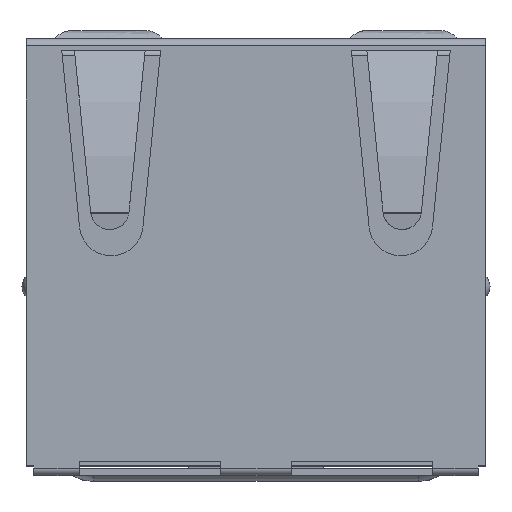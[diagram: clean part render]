
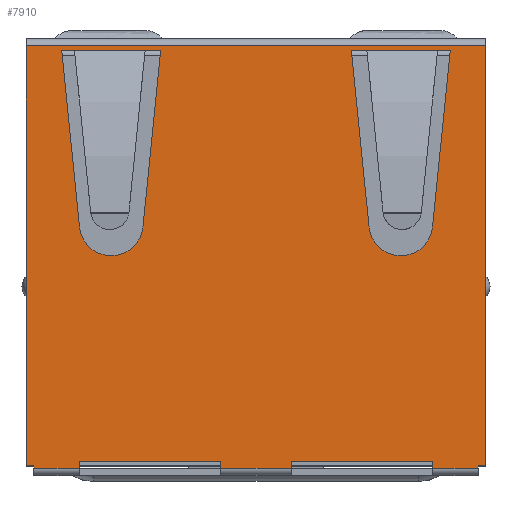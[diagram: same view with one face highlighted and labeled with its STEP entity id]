
A CAD part, top view. The second image highlights one B-rep face of the part: STEP entity #7910.
In plain terms, the highlighted planar face has unit normal (0, 0, 1).
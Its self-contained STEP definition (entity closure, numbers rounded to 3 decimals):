
#7493=CARTESIAN_POINT('',(6.983,8.432,13.542));
#7494=VERTEX_POINT('',#7493);
#7501=CARTESIAN_POINT('',(3.427,8.432,13.542));
#7502=VERTEX_POINT('',#7501);
#7503=CARTESIAN_POINT('',(3.427,8.432,13.542));
#7504=DIRECTION('',(1.0,0.,0.0));
#7505=VECTOR('',#7504,3.556);
#7506=LINE('',#7503,#7505);
#7507=EDGE_CURVE('',#7502,#7494,#7506,.T.);
#7532=CARTESIAN_POINT('',(4.062,2.1,13.542));
#7533=VERTEX_POINT('',#7532);
#7534=CARTESIAN_POINT('',(4.062,2.1,13.542));
#7535=DIRECTION('',(-0.1,0.995,0.0));
#7536=VECTOR('',#7535,6.364);
#7537=LINE('',#7534,#7536);
#7538=EDGE_CURVE('',#7533,#7502,#7537,.T.);
#7564=CARTESIAN_POINT('',(6.348,2.1,13.542));
#7565=VERTEX_POINT('',#7564);
#7566=CARTESIAN_POINT('',(5.205,2.214,13.542));
#7567=DIRECTION('',(0.0,0.0,-1.0));
#7568=DIRECTION('',(0.,-1.,0.0));
#7569=AXIS2_PLACEMENT_3D('',#7566,#7567,#7568);
#7570=CIRCLE('',#7569,1.149);
#7571=EDGE_CURVE('',#7565,#7533,#7570,.T.);
#7594=CARTESIAN_POINT('',(6.983,8.432,13.542));
#7595=DIRECTION('',(-0.1,-0.995,0.0));
#7596=VECTOR('',#7595,6.364);
#7597=LINE('',#7594,#7596);
#7598=EDGE_CURVE('',#7494,#7565,#7597,.T.);
#7619=CARTESIAN_POINT('',(-3.431,8.432,13.542));
#7620=VERTEX_POINT('',#7619);
#7627=CARTESIAN_POINT('',(-6.987,8.432,13.542));
#7628=VERTEX_POINT('',#7627);
#7629=CARTESIAN_POINT('',(-6.987,8.432,13.542));
#7630=DIRECTION('',(1.0,0.,0.0));
#7631=VECTOR('',#7630,3.556);
#7632=LINE('',#7629,#7631);
#7633=EDGE_CURVE('',#7628,#7620,#7632,.T.);
#7658=CARTESIAN_POINT('',(-6.352,2.1,13.542));
#7659=VERTEX_POINT('',#7658);
#7660=CARTESIAN_POINT('',(-6.352,2.1,13.542));
#7661=DIRECTION('',(-0.1,0.995,0.0));
#7662=VECTOR('',#7661,6.364);
#7663=LINE('',#7660,#7662);
#7664=EDGE_CURVE('',#7659,#7628,#7663,.T.);
#7690=CARTESIAN_POINT('',(-4.066,2.1,13.542));
#7691=VERTEX_POINT('',#7690);
#7692=CARTESIAN_POINT('',(-5.209,2.214,13.542));
#7693=DIRECTION('',(0.0,0.0,-1.0));
#7694=DIRECTION('',(0.,-1.,0.0));
#7695=AXIS2_PLACEMENT_3D('',#7692,#7693,#7694);
#7696=CIRCLE('',#7695,1.149);
#7697=EDGE_CURVE('',#7691,#7659,#7696,.T.);
#7720=CARTESIAN_POINT('',(-3.431,8.432,13.542));
#7721=DIRECTION('',(-0.1,-0.995,0.0));
#7722=VECTOR('',#7721,6.364);
#7723=LINE('',#7720,#7722);
#7724=EDGE_CURVE('',#7620,#7691,#7723,.T.);
#7735=CARTESIAN_POINT('',(8.253,8.609,13.542));
#7736=VERTEX_POINT('',#7735);
#7754=CARTESIAN_POINT('',(-8.257,8.609,13.542));
#7755=VERTEX_POINT('',#7754);
#7763=CARTESIAN_POINT('',(-8.257,8.609,13.542));
#7764=DIRECTION('',(1.0,0.,0.0));
#7765=VECTOR('',#7764,16.51);
#7766=LINE('',#7763,#7765);
#7767=EDGE_CURVE('',#7755,#7736,#7766,.T.);
#7772=CARTESIAN_POINT('',(-0.002,1.063,13.542));
#7773=DIRECTION('',(0.0,0.0,1.0));
#7774=DIRECTION('',(1.0,0.0,0.0));
#7775=AXIS2_PLACEMENT_3D('',#7772,#7773,#7774);
#7776=PLANE('',#7775);
#7777=ORIENTED_EDGE('',*,*,#7767,.F.);
#7778=CARTESIAN_POINT('',(-8.257,-6.478,13.542));
#7779=VERTEX_POINT('',#7778);
#7780=CARTESIAN_POINT('',(-8.257,-6.478,13.542));
#7781=DIRECTION('',(0.0,1.0,0.0));
#7782=VECTOR('',#7781,15.088);
#7783=LINE('',#7780,#7782);
#7784=EDGE_CURVE('',#7779,#7755,#7783,.T.);
#7785=ORIENTED_EDGE('',*,*,#7784,.F.);
#7786=CARTESIAN_POINT('',(-8.003,-6.478,13.542));
#7787=VERTEX_POINT('',#7786);
#7788=CARTESIAN_POINT('',(-8.003,-6.478,13.542));
#7789=DIRECTION('',(-1.0,0.,0.0));
#7790=VECTOR('',#7789,0.254);
#7791=LINE('',#7788,#7790);
#7792=EDGE_CURVE('',#7787,#7779,#7791,.T.);
#7793=ORIENTED_EDGE('',*,*,#7792,.F.);
#7794=CARTESIAN_POINT('',(-8.003,-6.58,13.542));
#7795=VERTEX_POINT('',#7794);
#7796=CARTESIAN_POINT('',(-8.003,-6.58,13.542));
#7797=DIRECTION('',(0.0,1.0,0.0));
#7798=VECTOR('',#7797,0.102);
#7799=LINE('',#7796,#7798);
#7800=EDGE_CURVE('',#7795,#7787,#7799,.T.);
#7801=ORIENTED_EDGE('',*,*,#7800,.F.);
#7802=CARTESIAN_POINT('',(-6.352,-6.58,13.542));
#7803=VERTEX_POINT('',#7802);
#7804=CARTESIAN_POINT('',(-6.352,-6.58,13.542));
#7805=DIRECTION('',(-1.0,0.0,0.0));
#7806=VECTOR('',#7805,1.651);
#7807=LINE('',#7804,#7806);
#7808=EDGE_CURVE('',#7803,#7795,#7807,.T.);
#7809=ORIENTED_EDGE('',*,*,#7808,.F.);
#7810=CARTESIAN_POINT('',(-6.352,-6.326,13.542));
#7811=VERTEX_POINT('',#7810);
#7812=CARTESIAN_POINT('',(-6.352,-6.326,13.542));
#7813=DIRECTION('',(0.,-1.0,0.0));
#7814=VECTOR('',#7813,0.254);
#7815=LINE('',#7812,#7814);
#7816=EDGE_CURVE('',#7811,#7803,#7815,.T.);
#7817=ORIENTED_EDGE('',*,*,#7816,.F.);
#7818=CARTESIAN_POINT('',(-1.272,-6.326,13.542));
#7819=VERTEX_POINT('',#7818);
#7820=CARTESIAN_POINT('',(-1.272,-6.326,13.542));
#7821=DIRECTION('',(-1.0,0.,0.0));
#7822=VECTOR('',#7821,5.08);
#7823=LINE('',#7820,#7822);
#7824=EDGE_CURVE('',#7819,#7811,#7823,.T.);
#7825=ORIENTED_EDGE('',*,*,#7824,.F.);
#7826=CARTESIAN_POINT('',(-1.272,-6.58,13.542));
#7827=VERTEX_POINT('',#7826);
#7828=CARTESIAN_POINT('',(-1.272,-6.58,13.542));
#7829=DIRECTION('',(0.0,1.0,0.0));
#7830=VECTOR('',#7829,0.254);
#7831=LINE('',#7828,#7830);
#7832=EDGE_CURVE('',#7827,#7819,#7831,.T.);
#7833=ORIENTED_EDGE('',*,*,#7832,.F.);
#7834=CARTESIAN_POINT('',(1.268,-6.58,13.542));
#7835=VERTEX_POINT('',#7834);
#7836=CARTESIAN_POINT('',(1.268,-6.58,13.542));
#7837=DIRECTION('',(-1.0,0.0,0.0));
#7838=VECTOR('',#7837,2.54);
#7839=LINE('',#7836,#7838);
#7840=EDGE_CURVE('',#7835,#7827,#7839,.T.);
#7841=ORIENTED_EDGE('',*,*,#7840,.F.);
#7842=CARTESIAN_POINT('',(1.268,-6.326,13.542));
#7843=VERTEX_POINT('',#7842);
#7844=CARTESIAN_POINT('',(1.268,-6.326,13.542));
#7845=DIRECTION('',(0.,-1.0,0.0));
#7846=VECTOR('',#7845,0.254);
#7847=LINE('',#7844,#7846);
#7848=EDGE_CURVE('',#7843,#7835,#7847,.T.);
#7849=ORIENTED_EDGE('',*,*,#7848,.F.);
#7850=CARTESIAN_POINT('',(6.348,-6.326,13.542));
#7851=VERTEX_POINT('',#7850);
#7852=CARTESIAN_POINT('',(6.348,-6.326,13.542));
#7853=DIRECTION('',(-1.0,0.,0.0));
#7854=VECTOR('',#7853,5.08);
#7855=LINE('',#7852,#7854);
#7856=EDGE_CURVE('',#7851,#7843,#7855,.T.);
#7857=ORIENTED_EDGE('',*,*,#7856,.F.);
#7858=CARTESIAN_POINT('',(6.348,-6.58,13.542));
#7859=VERTEX_POINT('',#7858);
#7860=CARTESIAN_POINT('',(6.348,-6.58,13.542));
#7861=DIRECTION('',(0.0,1.0,0.0));
#7862=VECTOR('',#7861,0.254);
#7863=LINE('',#7860,#7862);
#7864=EDGE_CURVE('',#7859,#7851,#7863,.T.);
#7865=ORIENTED_EDGE('',*,*,#7864,.F.);
#7866=CARTESIAN_POINT('',(7.999,-6.58,13.542));
#7867=VERTEX_POINT('',#7866);
#7868=CARTESIAN_POINT('',(7.999,-6.58,13.542));
#7869=DIRECTION('',(-1.0,0.0,0.0));
#7870=VECTOR('',#7869,1.651);
#7871=LINE('',#7868,#7870);
#7872=EDGE_CURVE('',#7867,#7859,#7871,.T.);
#7873=ORIENTED_EDGE('',*,*,#7872,.F.);
#7874=CARTESIAN_POINT('',(7.999,-6.478,13.542));
#7875=VERTEX_POINT('',#7874);
#7876=CARTESIAN_POINT('',(7.999,-6.478,13.542));
#7877=DIRECTION('',(0.,-1.,0.0));
#7878=VECTOR('',#7877,0.102);
#7879=LINE('',#7876,#7878);
#7880=EDGE_CURVE('',#7875,#7867,#7879,.T.);
#7881=ORIENTED_EDGE('',*,*,#7880,.F.);
#7882=CARTESIAN_POINT('',(8.253,-6.478,13.542));
#7883=VERTEX_POINT('',#7882);
#7884=CARTESIAN_POINT('',(8.253,-6.478,13.542));
#7885=DIRECTION('',(-1.0,0.0,0.0));
#7886=VECTOR('',#7885,0.254);
#7887=LINE('',#7884,#7886);
#7888=EDGE_CURVE('',#7883,#7875,#7887,.T.);
#7889=ORIENTED_EDGE('',*,*,#7888,.F.);
#7890=CARTESIAN_POINT('',(8.253,8.609,13.542));
#7891=DIRECTION('',(0.0,-1.0,0.0));
#7892=VECTOR('',#7891,15.088);
#7893=LINE('',#7890,#7892);
#7894=EDGE_CURVE('',#7736,#7883,#7893,.T.);
#7895=ORIENTED_EDGE('',*,*,#7894,.F.);
#7896=EDGE_LOOP('',(#7777,#7785,#7793,#7801,#7809,#7817,#7825,#7833,#7841,#7849,#7857,#7865,#7873,#7881,#7889,#7895));
#7897=FACE_OUTER_BOUND('',#7896,.T.);
#7898=ORIENTED_EDGE('',*,*,#7507,.T.);
#7899=ORIENTED_EDGE('',*,*,#7598,.T.);
#7900=ORIENTED_EDGE('',*,*,#7571,.T.);
#7901=ORIENTED_EDGE('',*,*,#7538,.T.);
#7902=EDGE_LOOP('',(#7898,#7899,#7900,#7901));
#7903=FACE_BOUND('',#7902,.T.);
#7904=ORIENTED_EDGE('',*,*,#7633,.T.);
#7905=ORIENTED_EDGE('',*,*,#7724,.T.);
#7906=ORIENTED_EDGE('',*,*,#7697,.T.);
#7907=ORIENTED_EDGE('',*,*,#7664,.T.);
#7908=EDGE_LOOP('',(#7904,#7905,#7906,#7907));
#7909=FACE_BOUND('',#7908,.T.);
#7910=ADVANCED_FACE('',(#7897,#7903,#7909),#7776,.T.);
